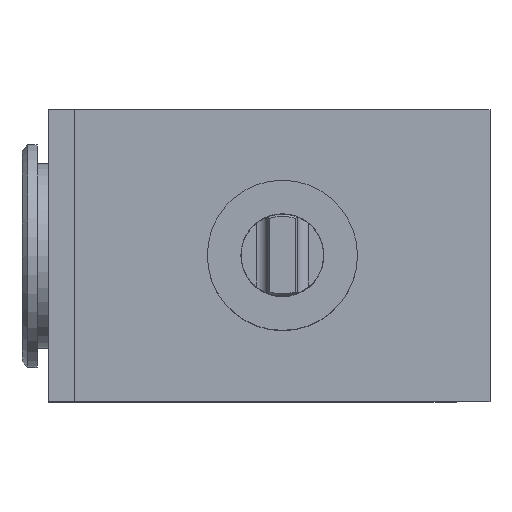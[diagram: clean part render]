
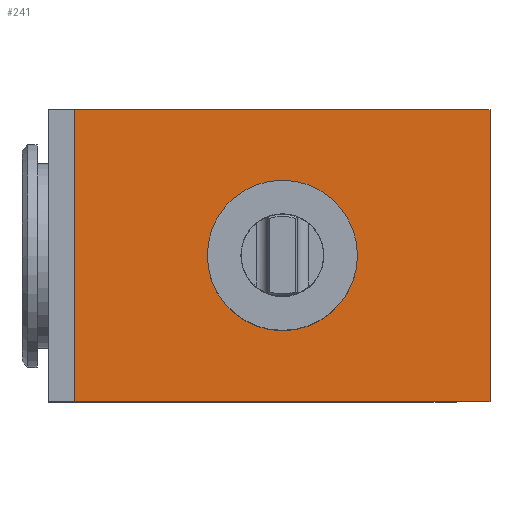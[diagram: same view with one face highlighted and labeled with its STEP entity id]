
A CAD part, top view. The second image highlights one B-rep face of the part: STEP entity #241.
In plain terms, the highlighted planar face has unit normal (0, 0, 1).
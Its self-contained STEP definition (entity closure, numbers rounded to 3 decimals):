
#45=LINE('',#1651,#95);
#56=LINE('',#1673,#106);
#58=LINE('',#1677,#108);
#59=LINE('',#1679,#109);
#95=VECTOR('',#1258,1.);
#106=VECTOR('',#1273,1.);
#108=VECTOR('',#1277,1.);
#109=VECTOR('',#1280,1.);
#157=PLANE('',#1065);
#241=ADVANCED_FACE('',(#347,#348),#157,.T.);
#347=FACE_BOUND('',#402,.T.);
#348=FACE_BOUND('',#403,.T.);
#402=EDGE_LOOP('',(#540,#541,#542,#543));
#403=EDGE_LOOP('',(#544));
#540=ORIENTED_EDGE('',*,*,#851,.F.);
#541=ORIENTED_EDGE('',*,*,#864,.F.);
#542=ORIENTED_EDGE('',*,*,#862,.T.);
#543=ORIENTED_EDGE('',*,*,#865,.T.);
#544=ORIENTED_EDGE('',*,*,#866,.T.);
#756=VERTEX_POINT('',#1650);
#757=VERTEX_POINT('',#1652);
#765=VERTEX_POINT('',#1672);
#766=VERTEX_POINT('',#1674);
#767=VERTEX_POINT('',#1681);
#851=EDGE_CURVE('',#756,#757,#45,.T.);
#862=EDGE_CURVE('',#766,#765,#56,.T.);
#864=EDGE_CURVE('',#766,#756,#58,.T.);
#865=EDGE_CURVE('',#765,#757,#59,.T.);
#866=EDGE_CURVE('',#767,#767,#958,.T.);
#958=CIRCLE('',#1064,19.9);
#1064=AXIS2_PLACEMENT_3D('',#1680,#1281,#1282);
#1065=AXIS2_PLACEMENT_3D('',#1682,#1283,#1284);
#1258=DIRECTION('',(1.,0.,0.));
#1273=DIRECTION('',(1.,0.,0.));
#1277=DIRECTION('',(0.,1.,0.));
#1280=DIRECTION('',(0.,1.,0.));
#1281=DIRECTION('',(0.,0.,-1.));
#1282=DIRECTION('',(-1.,0.,0.));
#1283=DIRECTION('',(0.,0.,1.));
#1284=DIRECTION('',(1.,0.,0.));
#1650=CARTESIAN_POINT('',(-55.,38.7,0.));
#1651=CARTESIAN_POINT('',(-55.,38.7,0.));
#1652=CARTESIAN_POINT('',(55.,38.7,0.));
#1672=CARTESIAN_POINT('',(55.,-38.7,0.));
#1673=CARTESIAN_POINT('',(-55.,-38.7,0.));
#1674=CARTESIAN_POINT('',(-55.,-38.7,0.));
#1677=CARTESIAN_POINT('',(-55.,-38.7,0.));
#1679=CARTESIAN_POINT('',(55.,-38.7,0.));
#1680=CARTESIAN_POINT('',(0.,0.,0.));
#1681=CARTESIAN_POINT('',(-19.9,0.,0.));
#1682=CARTESIAN_POINT('',(-55.,-38.7,0.));
